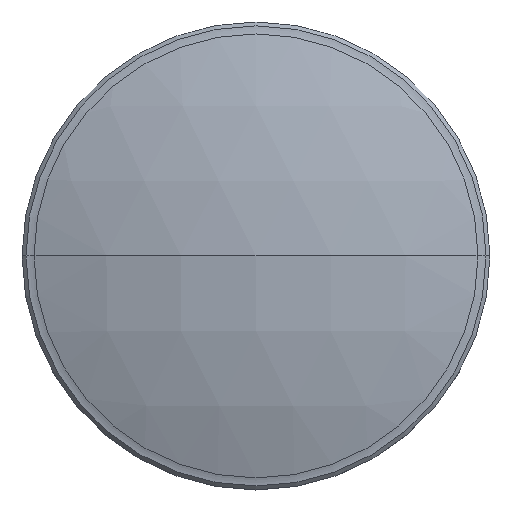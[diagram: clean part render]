
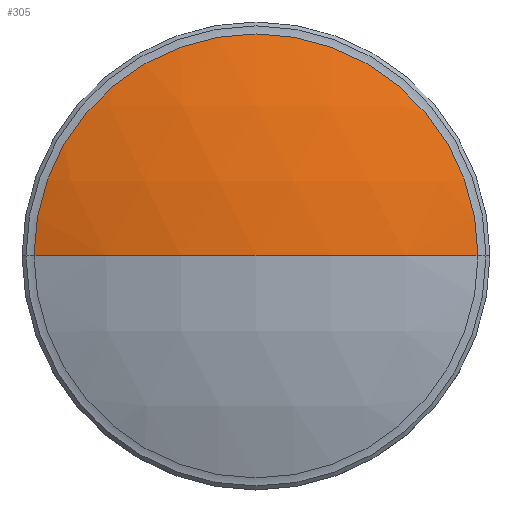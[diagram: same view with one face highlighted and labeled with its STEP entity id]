
A CAD part, top view. The second image highlights one B-rep face of the part: STEP entity #305.
In plain terms, the highlighted spherical face has radius 35.83 mm.
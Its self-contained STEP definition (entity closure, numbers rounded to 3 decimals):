
#2 = FACE_OUTER_BOUND ( 'NONE', #209, .T. ) ;
#11 = CARTESIAN_POINT ( 'NONE',  ( 0., 0., -29.83 ) ) ;
#15 = CIRCLE ( 'NONE', #21, 35.83 ) ;
#18 = EDGE_CURVE ( 'NONE', #240, #59, #245, .T. ) ;
#21 = AXIS2_PLACEMENT_3D ( 'NONE', #11, #134, #66 ) ;
#27 = ORIENTED_EDGE ( 'NONE', *, *, #53, .T. ) ;
#31 = AXIS2_PLACEMENT_3D ( 'NONE', #91, #208, #63 ) ;
#53 = EDGE_CURVE ( 'NONE', #249, #59, #15, .T. ) ;
#57 = DIRECTION ( 'NONE',  ( 0., 1., 0. ) ) ;
#59 = VERTEX_POINT ( 'NONE', #278 ) ;
#63 = DIRECTION ( 'NONE',  ( -1., 0., 0. ) ) ;
#66 = DIRECTION ( 'NONE',  ( -1., 0., 0. ) ) ;
#88 = CIRCLE ( 'NONE', #212, 35.83 ) ;
#91 = CARTESIAN_POINT ( 'NONE',  ( 0., 0., 3.912 ) ) ;
#100 = SPHERICAL_SURFACE ( 'NONE', #250, 35.83 ) ;
#118 = CARTESIAN_POINT ( 'NONE',  ( -12.052, 0., 3.912 ) ) ;
#134 = DIRECTION ( 'NONE',  ( 0., 1., 0. ) ) ;
#142 = CARTESIAN_POINT ( 'NONE',  ( 0., 0., 6. ) ) ;
#193 = DIRECTION ( 'NONE',  ( 0., -1., 0. ) ) ;
#197 = CARTESIAN_POINT ( 'NONE',  ( 0., 0., -29.83 ) ) ;
#208 = DIRECTION ( 'NONE',  ( 0., 0., -1. ) ) ;
#209 = EDGE_LOOP ( 'NONE', ( #270, #27, #224 ) ) ;
#212 = AXIS2_PLACEMENT_3D ( 'NONE', #238, #193, #218 ) ;
#218 = DIRECTION ( 'NONE',  ( 0., 0., -1. ) ) ;
#224 = ORIENTED_EDGE ( 'NONE', *, *, #18, .F. ) ;
#230 = EDGE_CURVE ( 'NONE', #249, #240, #88, .T. ) ;
#238 = CARTESIAN_POINT ( 'NONE',  ( 0., 0., -29.83 ) ) ;
#240 = VERTEX_POINT ( 'NONE', #118 ) ;
#243 = DIRECTION ( 'NONE',  ( -1., 0., 0. ) ) ;
#245 = CIRCLE ( 'NONE', #31, 12.052 ) ;
#249 = VERTEX_POINT ( 'NONE', #142 ) ;
#250 = AXIS2_PLACEMENT_3D ( 'NONE', #197, #57, #243 ) ;
#270 = ORIENTED_EDGE ( 'NONE', *, *, #230, .F. ) ;
#278 = CARTESIAN_POINT ( 'NONE',  ( 12.052, 0., 3.912 ) ) ;
#305 = ADVANCED_FACE ( 'NONE', ( #2 ), #100, .T. ) ;
